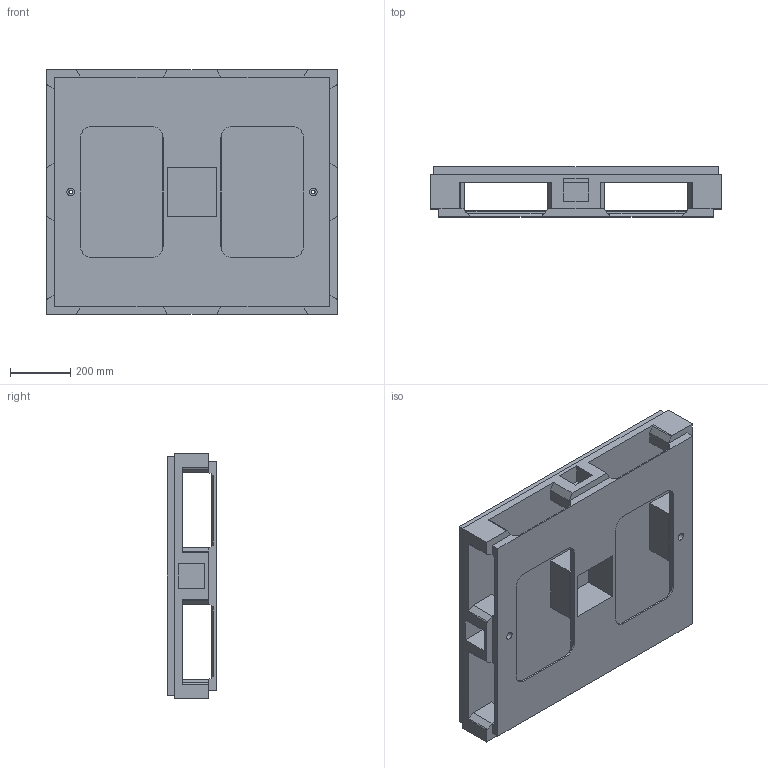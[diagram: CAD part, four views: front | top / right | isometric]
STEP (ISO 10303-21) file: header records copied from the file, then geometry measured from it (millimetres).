
FILE_DESCRIPTION((''),'2;1');
FILE_NAME('85993WSM','2025-06-20T12:01:31',('SYSTEM'),(''),'CREO PARAMETRIC BY PTC INC, 2023294','CREO PARAMETRIC BY PTC INC, 2023294','');
FILE_SCHEMA(('CONFIG_CONTROL_DESIGN'));
Length unit declared in the file: inch
Products named in the file (1): 85993WSM
Bounding box: 965.2 x 165.1 x 812.8 mm (x, y, z)
Volume: 35532989.5 mm3; surface area: 3298977.1 mm2
Topology: 1 solids, 9 shells, 300 faces, 803 edges, 516 vertices
Faces by surface type: plane 212, cylinder 72, extrusion 16
Entity records: 9634 total; most frequent: CARTESIAN_POINT 2090, ORIENTED_EDGE 1600, DIRECTION 1453, EDGE_CURVE 800, VECTOR 627, LINE 611, VERTEX_POINT 508, AXIS2_PLACEMENT_3D 413
